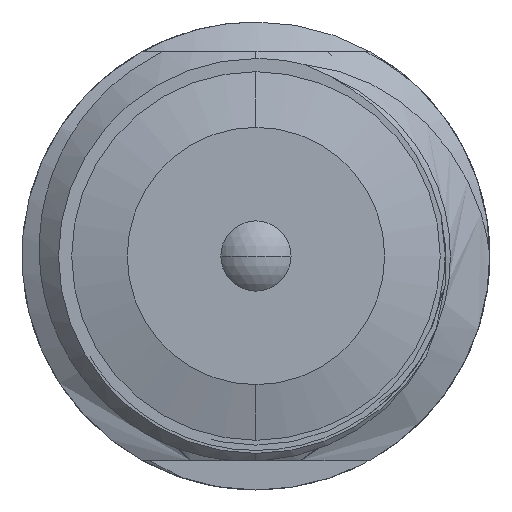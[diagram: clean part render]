
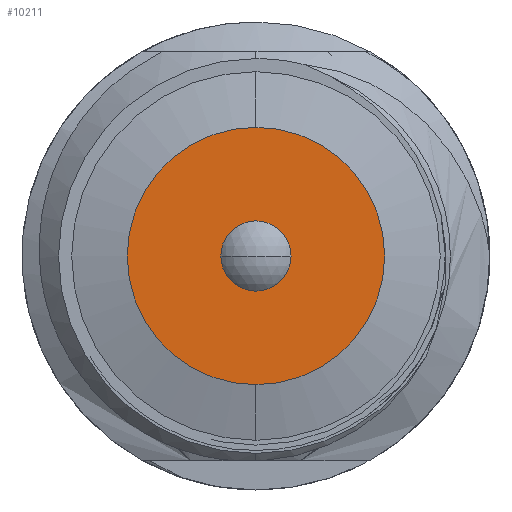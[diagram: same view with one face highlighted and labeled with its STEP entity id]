
A CAD part, left-side view. The second image highlights one B-rep face of the part: STEP entity #10211.
In plain terms, the highlighted planar face has unit normal (-1, 0, 0).
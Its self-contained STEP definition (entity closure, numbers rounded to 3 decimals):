
#337 = DIRECTION ( 'NONE',  ( -1., 0., 0. ) ) ;
#736 = EDGE_CURVE ( 'NONE', #9891, #5169, #2785, .T. ) ;
#924 = AXIS2_PLACEMENT_3D ( 'NONE', #11587, #337, #2307 ) ;
#1781 = AXIS2_PLACEMENT_3D ( 'NONE', #3389, #7164, #10818 ) ;
#2090 = CARTESIAN_POINT ( 'NONE',  ( 0.7, 0., 0. ) ) ;
#2307 = DIRECTION ( 'NONE',  ( 0., 0., 1. ) ) ;
#2383 = FACE_OUTER_BOUND ( 'NONE', #3533, .T. ) ;
#2674 = CARTESIAN_POINT ( 'NONE',  ( 0.7, 0., -0.6 ) ) ;
#2737 = DIRECTION ( 'NONE',  ( 0., 0., 1. ) ) ;
#2785 = CIRCLE ( 'NONE', #8375, 0.6 ) ;
#2939 = CARTESIAN_POINT ( 'NONE',  ( 0.7, 0., 2.2 ) ) ;
#3330 = CIRCLE ( 'NONE', #924, 2.2 ) ;
#3389 = CARTESIAN_POINT ( 'NONE',  ( 0.7, 2.2, 0. ) ) ;
#3533 = EDGE_LOOP ( 'NONE', ( #10642, #6325 ) ) ;
#3548 = ORIENTED_EDGE ( 'NONE', *, *, #10696, .F. ) ;
#5169 = VERTEX_POINT ( 'NONE', #2674 ) ;
#5312 = CARTESIAN_POINT ( 'NONE',  ( 0.7, 0., 0.6 ) ) ;
#5493 = EDGE_CURVE ( 'NONE', #6692, #5657, #10213, .T. ) ;
#5657 = VERTEX_POINT ( 'NONE', #10435 ) ;
#6100 = DIRECTION ( 'NONE',  ( 0., 0., 1. ) ) ;
#6296 = EDGE_LOOP ( 'NONE', ( #7550, #3548 ) ) ;
#6325 = ORIENTED_EDGE ( 'NONE', *, *, #5493, .T. ) ;
#6692 = VERTEX_POINT ( 'NONE', #2939 ) ;
#6719 = CIRCLE ( 'NONE', #11433, 0.6 ) ;
#6972 = EDGE_CURVE ( 'NONE', #5657, #6692, #3330, .T. ) ;
#7164 = DIRECTION ( 'NONE',  ( 1., 0., 0. ) ) ;
#7550 = ORIENTED_EDGE ( 'NONE', *, *, #736, .F. ) ;
#7647 = DIRECTION ( 'NONE',  ( -1., 0., 0. ) ) ;
#8231 = AXIS2_PLACEMENT_3D ( 'NONE', #12052, #10180, #2737 ) ;
#8375 = AXIS2_PLACEMENT_3D ( 'NONE', #2090, #7647, #8811 ) ;
#8740 = DIRECTION ( 'NONE',  ( -1., 0., 0. ) ) ;
#8811 = DIRECTION ( 'NONE',  ( 0., 0., 1. ) ) ;
#9723 = CARTESIAN_POINT ( 'NONE',  ( 0.7, 0., 0. ) ) ;
#9891 = VERTEX_POINT ( 'NONE', #5312 ) ;
#9973 = PLANE ( 'NONE',  #1781 ) ;
#10180 = DIRECTION ( 'NONE',  ( -1., 0., 0. ) ) ;
#10211 = ADVANCED_FACE ( 'NONE', ( #11004, #2383 ), #9973, .F. ) ;
#10213 = CIRCLE ( 'NONE', #8231, 2.2 ) ;
#10435 = CARTESIAN_POINT ( 'NONE',  ( 0.7, 0., -2.2 ) ) ;
#10642 = ORIENTED_EDGE ( 'NONE', *, *, #6972, .T. ) ;
#10696 = EDGE_CURVE ( 'NONE', #5169, #9891, #6719, .T. ) ;
#10818 = DIRECTION ( 'NONE',  ( 0., 0., -1. ) ) ;
#11004 = FACE_BOUND ( 'NONE', #6296, .T. ) ;
#11433 = AXIS2_PLACEMENT_3D ( 'NONE', #9723, #8740, #6100 ) ;
#11587 = CARTESIAN_POINT ( 'NONE',  ( 0.7, 0., 0. ) ) ;
#12052 = CARTESIAN_POINT ( 'NONE',  ( 0.7, 0., 0. ) ) ;
